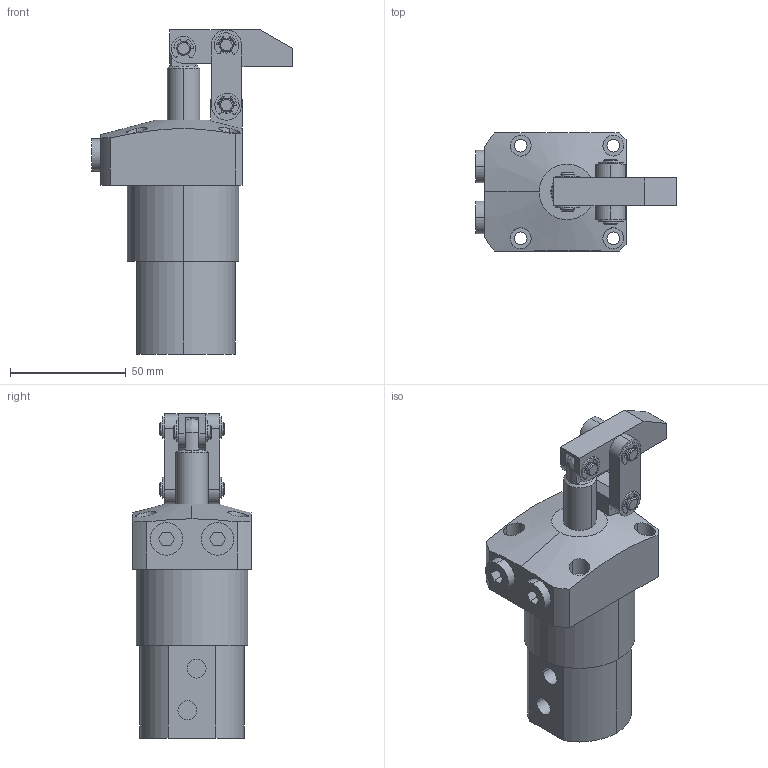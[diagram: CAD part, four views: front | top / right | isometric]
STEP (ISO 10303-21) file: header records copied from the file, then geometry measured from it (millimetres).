
FILE_DESCRIPTION (( 'STEP AP214' ), '1' );
FILE_NAME ('CLKA-048GN油压杠杆缸三维图 .STEP', '2021-02-03T00:26:19', ( 'PC' ), ( '' ), 'SwSTEP 2.0', 'SolidWorks 2016', '' );
FILE_SCHEMA (( 'AUTOMOTIVE_DESIGN' ));
Length unit declared in the file: millimetre
Products named in the file (9): 囀鞠褒黑芛郔陔1-8; 048GN掛极 ; 048活塞杆_1; 32G种2_2_1_2; 32G种1_2_1_2; 32G开口挡圈1_2_1_2; 32G蟀裝_2_1_2; 揤旋_3; CLKA-048GN油压杠杆缸三维图 
Assembly tree (16 placements, depth 2):
  CLKA-048GN油压杠杆缸三维图 
    揤旋_3
    32G蟀裝_2_1_2  x2
    32G开口挡圈1_2_1_2  x6
    32G种1_2_1_2
    32G种2_2_1_2  x2
    048活塞杆_1
    048GN掛极 
    囀鞠褒黑芛郔陔1-8  x2
Bounding box: 86.75 x 51 x 140 mm (x, y, z)
Volume: 198013.5 mm3; surface area: 46252.9 mm2
Topology: 16 solids, 16 shells, 409 faces, 1001 edges, 649 vertices
Faces by surface type: cylinder 210, plane 142, cone 52, bspline 5
Entity records: 7911 total; most frequent: CARTESIAN_POINT 1796, DIRECTION 1280, ORIENTED_EDGE 1110, EDGE_CURVE 555, AXIS2_PLACEMENT_3D 511, VERTEX_POINT 359, EDGE_LOOP 290, CIRCLE 260
